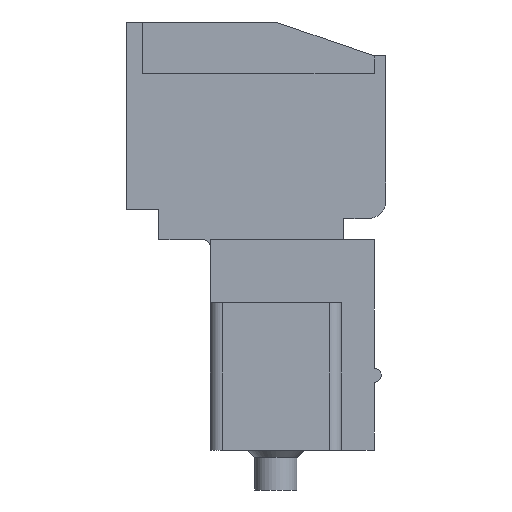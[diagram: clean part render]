
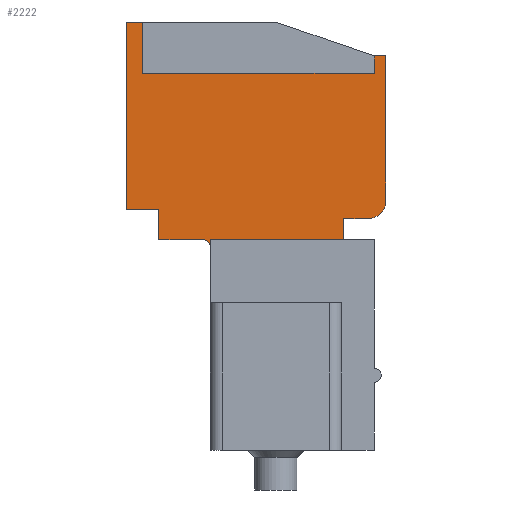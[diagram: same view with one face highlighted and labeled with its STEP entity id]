
A CAD part, left-side view. The second image highlights one B-rep face of the part: STEP entity #2222.
In plain terms, the highlighted planar face has unit normal (-1, 0, 0).
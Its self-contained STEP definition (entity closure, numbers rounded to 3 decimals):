
#2222 = ADVANCED_FACE( '', ( #4547 ), #4548, .T. );
#4547 = FACE_OUTER_BOUND( '', #6983, .T. );
#4548 = PLANE( '', #6984 );
#6983 = EDGE_LOOP( '', ( #13068, #13069, #13070, #13071, #13072, #13073, #13074, #13075, #13076, #13077, #13078, #13079, #13080, #13081, #13082, #13083 ) );
#6984 = AXIS2_PLACEMENT_3D( '', #13084, #13085, #13086 );
#13068 = ORIENTED_EDGE( '', *, *, #16794, .F. );
#13069 = ORIENTED_EDGE( '', *, *, #17003, .F. );
#13070 = ORIENTED_EDGE( '', *, *, #17169, .T. );
#13071 = ORIENTED_EDGE( '', *, *, #17170, .T. );
#13072 = ORIENTED_EDGE( '', *, *, #15948, .T. );
#13073 = ORIENTED_EDGE( '', *, *, #14996, .T. );
#13074 = ORIENTED_EDGE( '', *, *, #15739, .T. );
#13075 = ORIENTED_EDGE( '', *, *, #15497, .T. );
#13076 = ORIENTED_EDGE( '', *, *, #17171, .T. );
#13077 = ORIENTED_EDGE( '', *, *, #14931, .T. );
#13078 = ORIENTED_EDGE( '', *, *, #15131, .T. );
#13079 = ORIENTED_EDGE( '', *, *, #16415, .T. );
#13080 = ORIENTED_EDGE( '', *, *, #16944, .T. );
#13081 = ORIENTED_EDGE( '', *, *, #16855, .F. );
#13082 = ORIENTED_EDGE( '', *, *, #16457, .T. );
#13083 = ORIENTED_EDGE( '', *, *, #15754, .T. );
#13084 = CARTESIAN_POINT( '', ( -11.43, 0., 0. ) );
#13085 = DIRECTION( '', ( -1., 0., 0. ) );
#13086 = DIRECTION( '', ( 0., 0., 1. ) );
#14931 = EDGE_CURVE( '', #17953, #17951, #17954, .T. );
#14996 = EDGE_CURVE( '', #18068, #18069, #18070, .T. );
#15131 = EDGE_CURVE( '', #17951, #18307, #18309, .T. );
#15497 = EDGE_CURVE( '', #18929, #18930, #18931, .T. );
#15739 = EDGE_CURVE( '', #18069, #18929, #19319, .T. );
#15754 = EDGE_CURVE( '', #19344, #19342, #19345, .T. );
#15948 = EDGE_CURVE( '', #19659, #18068, #19660, .T. );
#16415 = EDGE_CURVE( '', #18307, #20334, #20336, .T. );
#16457 = EDGE_CURVE( '', #20396, #19344, #20397, .T. );
#16794 = EDGE_CURVE( '', #20854, #19342, #20856, .T. );
#16855 = EDGE_CURVE( '', #20396, #20936, #20937, .F. );
#16944 = EDGE_CURVE( '', #20334, #20936, #21044, .T. );
#17003 = EDGE_CURVE( '', #21115, #20854, #21117, .T. );
#17169 = EDGE_CURVE( '', #21115, #21314, #21315, .T. );
#17170 = EDGE_CURVE( '', #21314, #19659, #21316, .T. );
#17171 = EDGE_CURVE( '', #18930, #17953, #21317, .F. );
#17951 = VERTEX_POINT( '', #22346 );
#17953 = VERTEX_POINT( '', #22349 );
#17954 = LINE( '', #22350, #22351 );
#18068 = VERTEX_POINT( '', #22522 );
#18069 = VERTEX_POINT( '', #22523 );
#18070 = LINE( '', #22524, #22525 );
#18307 = VERTEX_POINT( '', #22880 );
#18309 = LINE( '', #22883, #22884 );
#18929 = VERTEX_POINT( '', #23782 );
#18930 = VERTEX_POINT( '', #23783 );
#18931 = LINE( '', #23784, #23785 );
#19319 = LINE( '', #24349, #24350 );
#19342 = VERTEX_POINT( '', #24391 );
#19344 = VERTEX_POINT( '', #24394 );
#19345 = LINE( '', #24395, #24396 );
#19659 = VERTEX_POINT( '', #24864 );
#19660 = LINE( '', #24865, #24866 );
#20334 = VERTEX_POINT( '', #25864 );
#20336 = LINE( '', #25867, #25868 );
#20396 = VERTEX_POINT( '', #25953 );
#20397 = LINE( '', #25954, #25955 );
#20854 = VERTEX_POINT( '', #26630 );
#20856 = LINE( '', #26633, #26634 );
#20936 = VERTEX_POINT( '', #26767 );
#20937 = CIRCLE( '', #26768, 0.75 );
#21044 = LINE( '', #26919, #26920 );
#21115 = VERTEX_POINT( '', #27022 );
#21117 = LINE( '', #27025, #27026 );
#21314 = VERTEX_POINT( '', #27308 );
#21315 = LINE( '', #27309, #27310 );
#21316 = LINE( '', #27311, #27312 );
#21317 = CIRCLE( '', #27313, 0.3 );
#22346 = CARTESIAN_POINT( '', ( -11.43, 2.9, -1.3 ) );
#22349 = CARTESIAN_POINT( '', ( -11.43, 2.9, -1.6 ) );
#22350 = CARTESIAN_POINT( '', ( -11.43, 2.9, -1.6 ) );
#22351 = VECTOR( '', #27947, 1000. );
#22522 = CARTESIAN_POINT( '', ( -11.43, 6.5, 0. ) );
#22523 = CARTESIAN_POINT( '', ( -11.43, 5.1, 0. ) );
#22524 = CARTESIAN_POINT( '', ( -11.43, 5.1, 0. ) );
#22525 = VECTOR( '', #28007, 1000. );
#22880 = CARTESIAN_POINT( '', ( -11.43, -2.8, -1.3 ) );
#22883 = CARTESIAN_POINT( '', ( -11.43, 2.9, -1.3 ) );
#22884 = VECTOR( '', #28130, 1000. );
#23782 = CARTESIAN_POINT( '', ( -11.43, 5.1, -1.3 ) );
#23783 = CARTESIAN_POINT( '', ( -11.43, 3.2, -1.3 ) );
#23784 = CARTESIAN_POINT( '', ( -11.43, 2.9, -1.3 ) );
#23785 = VECTOR( '', #28481, 1000. );
#24349 = CARTESIAN_POINT( '', ( -11.43, 5.1, -1.3 ) );
#24350 = VECTOR( '', #28727, 1000. );
#24391 = CARTESIAN_POINT( '', ( -11.43, -4.1, 6.55 ) );
#24394 = CARTESIAN_POINT( '', ( -11.43, -4.6, 6.55 ) );
#24395 = CARTESIAN_POINT( '', ( -11.43, -4.6, 6.55 ) );
#24396 = VECTOR( '', #28737, 1000. );
#24864 = CARTESIAN_POINT( '', ( -11.43, 6.5, 8. ) );
#24865 = CARTESIAN_POINT( '', ( -11.43, 6.5, 8. ) );
#24866 = VECTOR( '', #28910, 1000. );
#25864 = CARTESIAN_POINT( '', ( -11.43, -2.8, -0.4 ) );
#25867 = CARTESIAN_POINT( '', ( -11.43, -2.8, -0.4 ) );
#25868 = VECTOR( '', #29317, 1000. );
#25953 = CARTESIAN_POINT( '', ( -11.43, -4.6, 0.35 ) );
#25954 = CARTESIAN_POINT( '', ( -11.43, -4.6, -1.3 ) );
#25955 = VECTOR( '', #29376, 1000. );
#26630 = CARTESIAN_POINT( '', ( -11.43, -4.1, 5.8 ) );
#26633 = CARTESIAN_POINT( '', ( -11.43, -4.1, 5.8 ) );
#26634 = VECTOR( '', #29692, 1000. );
#26767 = CARTESIAN_POINT( '', ( -11.43, -3.85, -0.4 ) );
#26768 = AXIS2_PLACEMENT_3D( '', #29737, #29738, #29739 );
#26919 = CARTESIAN_POINT( '', ( -11.43, -4.6, -0.4 ) );
#26920 = VECTOR( '', #29811, 1000. );
#27022 = CARTESIAN_POINT( '', ( -11.43, 5.8, 5.8 ) );
#27025 = CARTESIAN_POINT( '', ( -11.43, 5.8, 5.8 ) );
#27026 = VECTOR( '', #29856, 1000. );
#27308 = CARTESIAN_POINT( '', ( -11.43, 5.8, 8. ) );
#27309 = CARTESIAN_POINT( '', ( -11.43, 5.8, 5.8 ) );
#27310 = VECTOR( '', #29975, 1000. );
#27311 = CARTESIAN_POINT( '', ( -11.43, -4.6, 8. ) );
#27312 = VECTOR( '', #29976, 1000. );
#27313 = AXIS2_PLACEMENT_3D( '', #29977, #29978, #29979 );
#27947 = DIRECTION( '', ( 0., 0., 1. ) );
#28007 = DIRECTION( '', ( 0., -1., 0. ) );
#28130 = DIRECTION( '', ( 0., -1., 0. ) );
#28481 = DIRECTION( '', ( 0., -1., 0. ) );
#28727 = DIRECTION( '', ( 0., 0., -1. ) );
#28737 = DIRECTION( '', ( 0., 1., 0. ) );
#28910 = DIRECTION( '', ( 0., 0., -1. ) );
#29317 = DIRECTION( '', ( 0., 0., 1. ) );
#29376 = DIRECTION( '', ( 0., 0., 1. ) );
#29692 = DIRECTION( '', ( 0., 0., 1. ) );
#29737 = CARTESIAN_POINT( '', ( -11.43, -3.85, 0.35 ) );
#29738 = DIRECTION( '', ( -1., 0., 0. ) );
#29739 = DIRECTION( '', ( 0., 0., 1. ) );
#29811 = DIRECTION( '', ( 0., -1., 0. ) );
#29856 = DIRECTION( '', ( 0., -1., 0. ) );
#29975 = DIRECTION( '', ( 0., 0., 1. ) );
#29976 = DIRECTION( '', ( 0., 1., 0. ) );
#29977 = CARTESIAN_POINT( '', ( -11.43, 3.2, -1.6 ) );
#29978 = DIRECTION( '', ( -1., 0., 0. ) );
#29979 = DIRECTION( '', ( 0., 0., 1. ) );
